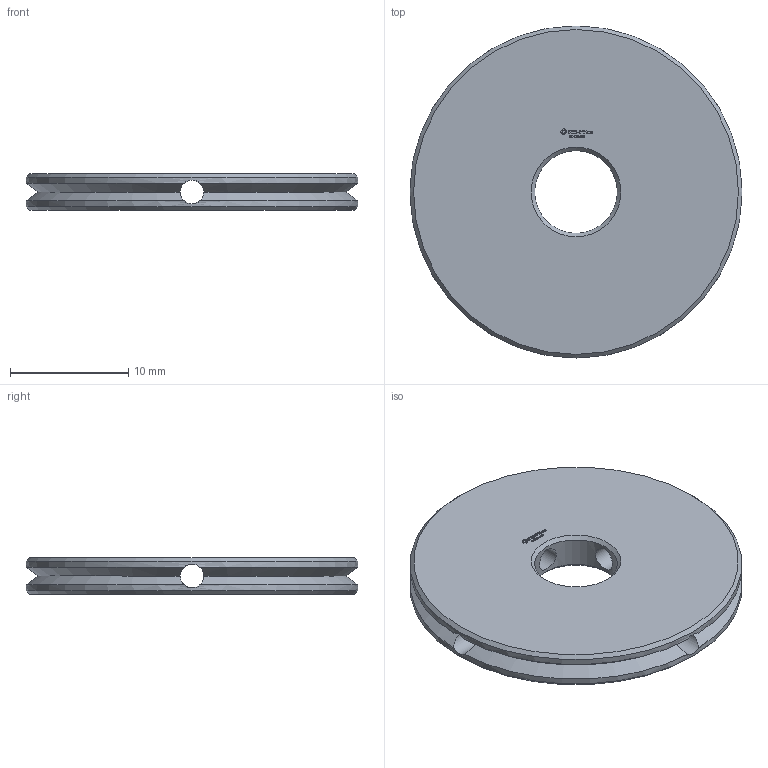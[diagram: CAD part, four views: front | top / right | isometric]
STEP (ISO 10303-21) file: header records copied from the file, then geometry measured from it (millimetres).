
FILE_DESCRIPTION(('FreeCAD Model'),'2;1');
FILE_NAME('Open CASCADE Shape Model','2023-11-14T15:55:27',(''),(''), 'Open CASCADE STEP processor 7.6','FreeCAD','Unknown');
FILE_SCHEMA(('AUTOMOTIVE_DESIGN { 1 0 10303 214 1 1 1 1 }'));
Length unit declared in the file: millimetre
Products named in the file (1): Washer FRE OCT BU02.25x00.25 - SPN-WSR-0043 (stemfie.org)
Bounding box: 28.12 x 28.12 x 3.12 mm (x, y, z)
Volume: 1618.2 mm3; surface area: 1779.6 mm2
Topology: 1 solids, 1 shells, 513 faces, 1444 edges, 960 vertices
Faces by surface type: plane 320, extrusion 174, cone 12, cylinder 7
Full cylindrical faces by diameter (mm): 2 x4, 7 x1, 28.125 x2
Entity records: 37038 total; most frequent: CARTESIAN_POINT 9403, DIRECTION 4413, VECTOR 3690, LINE 3516, ORIENTED_EDGE 2888, PCURVE 2888, DEFINITIONAL_REPRESENTATION 2888, EDGE_CURVE 1444
